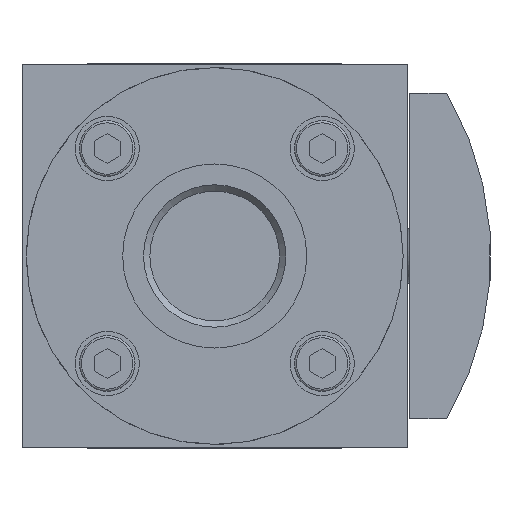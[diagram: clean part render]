
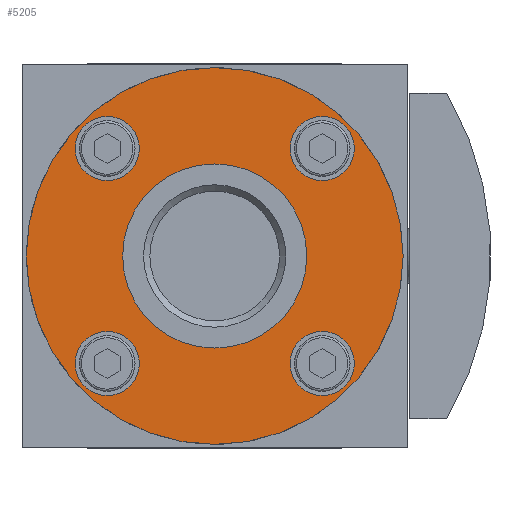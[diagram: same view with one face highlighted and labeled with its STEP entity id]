
A CAD part, front view. The second image highlights one B-rep face of the part: STEP entity #5205.
In plain terms, the highlighted planar face has unit normal (0, -1, 0).
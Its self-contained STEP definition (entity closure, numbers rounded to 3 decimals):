
#322=CIRCLE('',#5685,21.5);
#323=CIRCLE('',#5687,7.5);
#324=CIRCLE('',#5688,7.5);
#325=CIRCLE('',#5689,7.5);
#326=CIRCLE('',#5690,7.5);
#327=CIRCLE('',#5691,44.);
#1266=ORIENTED_EDGE('',*,*,#2209,.F.);
#1267=ORIENTED_EDGE('',*,*,#2210,.F.);
#1268=ORIENTED_EDGE('',*,*,#2211,.F.);
#1269=ORIENTED_EDGE('',*,*,#2212,.F.);
#1270=ORIENTED_EDGE('',*,*,#2213,.F.);
#1271=ORIENTED_EDGE('',*,*,#2214,.T.);
#2209=EDGE_CURVE('',#2791,#2791,#322,.F.);
#2210=EDGE_CURVE('',#2792,#2792,#323,.T.);
#2211=EDGE_CURVE('',#2793,#2793,#324,.T.);
#2212=EDGE_CURVE('',#2794,#2794,#325,.T.);
#2213=EDGE_CURVE('',#2795,#2795,#326,.T.);
#2214=EDGE_CURVE('',#2796,#2796,#327,.T.);
#2791=VERTEX_POINT('',#8448);
#2792=VERTEX_POINT('',#8451);
#2793=VERTEX_POINT('',#8453);
#2794=VERTEX_POINT('',#8455);
#2795=VERTEX_POINT('',#8457);
#2796=VERTEX_POINT('',#8459);
#4208=EDGE_LOOP('',(#1266));
#4209=EDGE_LOOP('',(#1267));
#4210=EDGE_LOOP('',(#1268));
#4211=EDGE_LOOP('',(#1269));
#4212=EDGE_LOOP('',(#1270));
#4213=EDGE_LOOP('',(#1271));
#4664=FACE_BOUND('',#4208,.T.);
#4665=FACE_BOUND('',#4209,.T.);
#4666=FACE_BOUND('',#4210,.T.);
#4667=FACE_BOUND('',#4211,.T.);
#4668=FACE_BOUND('',#4212,.T.);
#4669=FACE_BOUND('',#4213,.T.);
#4930=PLANE('',#5686);
#5205=ADVANCED_FACE('',(#4664,#4665,#4666,#4667,#4668,#4669),#4930,.F.);
#5685=AXIS2_PLACEMENT_3D('',#8447,#6837,#6838);
#5686=AXIS2_PLACEMENT_3D('',#8449,#6839,#6840);
#5687=AXIS2_PLACEMENT_3D('',#8450,#6841,#6842);
#5688=AXIS2_PLACEMENT_3D('',#8452,#6843,#6844);
#5689=AXIS2_PLACEMENT_3D('',#8454,#6845,#6846);
#5690=AXIS2_PLACEMENT_3D('',#8456,#6847,#6848);
#5691=AXIS2_PLACEMENT_3D('',#8458,#6849,#6850);
#6837=DIRECTION('',(0.,1.,0.));
#6838=DIRECTION('',(0.,0.,1.));
#6839=DIRECTION('',(0.,1.,0.));
#6840=DIRECTION('',(0.,0.,1.));
#6841=DIRECTION('',(0.,-1.,0.));
#6842=DIRECTION('',(0.,0.,-1.));
#6843=DIRECTION('',(0.,-1.,0.));
#6844=DIRECTION('',(0.,0.,-1.));
#6845=DIRECTION('',(0.,-1.,0.));
#6846=DIRECTION('',(0.,0.,-1.));
#6847=DIRECTION('',(0.,-1.,0.));
#6848=DIRECTION('',(0.,0.,-1.));
#6849=DIRECTION('',(0.,-1.,0.));
#6850=DIRECTION('',(0.,0.,-1.));
#8447=CARTESIAN_POINT('',(0.,-105.,0.));
#8448=CARTESIAN_POINT('',(0.,-105.,21.5));
#8449=CARTESIAN_POINT('',(44.,-105.,0.));
#8450=CARTESIAN_POINT('',(25.102,-105.,-25.102));
#8451=CARTESIAN_POINT('',(25.102,-105.,-32.602));
#8452=CARTESIAN_POINT('',(-25.102,-105.,-25.102));
#8453=CARTESIAN_POINT('',(-25.102,-105.,-32.602));
#8454=CARTESIAN_POINT('',(-25.102,-105.,25.102));
#8455=CARTESIAN_POINT('',(-25.102,-105.,17.602));
#8456=CARTESIAN_POINT('',(25.102,-105.,25.102));
#8457=CARTESIAN_POINT('',(25.102,-105.,17.602));
#8458=CARTESIAN_POINT('',(0.,-105.,0.));
#8459=CARTESIAN_POINT('',(0.,-105.,-44.));
